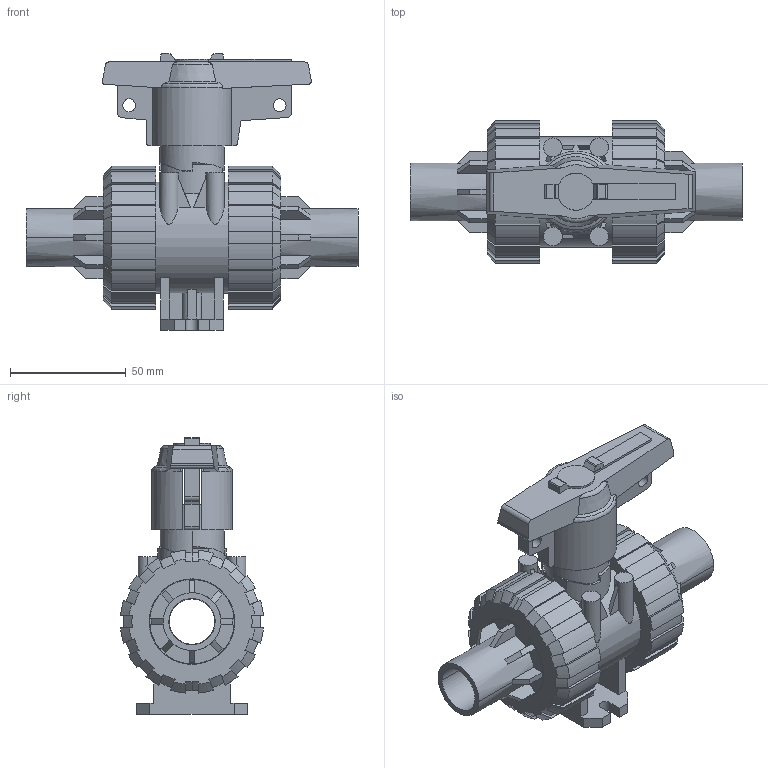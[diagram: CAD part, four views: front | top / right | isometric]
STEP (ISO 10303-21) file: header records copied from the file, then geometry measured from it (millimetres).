
FILE_DESCRIPTION(('STEP AP214'),'1');
FILE_NAME('cctmp_A93FE166-43EE-43D2-B1AD-B4211A3D69B6_2021_10_21_08_37_56_0613..stp','2021-10-21T06:37:57',('Praher Valves GmbH'),('CADClick - www.CADClick.com'),'Spatial InterOp 3D',' ','unknown authorization');
FILE_SCHEMA(('AUTOMOTIVE_DESIGN'));
Length unit declared in the file: millimetre
Products named in the file (7): cc_unnamed; 210059_5; 210059_4; 210059_3; 210059_2; 210059_1; 210059
Assembly tree (6 placements, depth 2):
  cc_unnamed
    210059_5
    210059_4
    210059_3
    210059_2
    210059_1
    210059
Bounding box: 143.5 x 61.76 x 119.43 mm (x, y, z)
Volume: 245136.9 mm3; surface area: 82070.5 mm2
Topology: 6 solids, 6 shells, 512 faces, 1474 edges, 982 vertices
Faces by surface type: plane 254, cylinder 122, cone 80, bspline 48, torus 8
Entity records: 22603 total; most frequent: CARTESIAN_POINT 5364, ORIENTED_EDGE 2948, DIRECTION 2496, EDGE_CURVE 1474, VERTEX_POINT 982, AXIS2_PLACEMENT_3D 871, LINE 754, VECTOR 754
